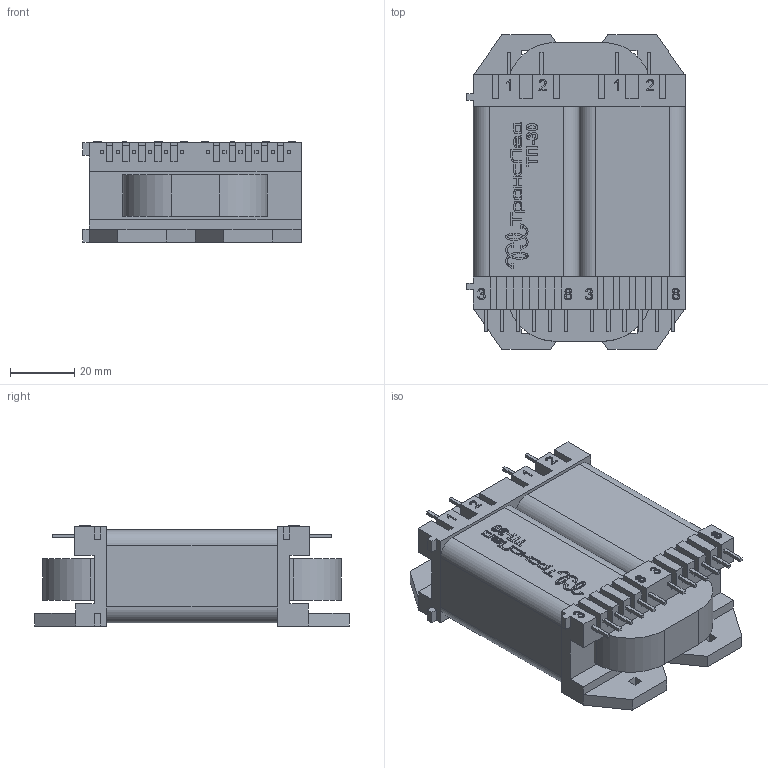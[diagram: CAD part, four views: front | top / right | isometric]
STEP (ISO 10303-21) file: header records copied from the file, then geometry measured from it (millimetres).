
FILE_DESCRIPTION(/* description */ (''),/* implementation_level */ '2;1');
FILE_NAME(/* name */ 'TP-30 v2.step',/* time_stamp */ '2022-10-30T17:51:12+03:00',/* author */ (''),/* organization */ (''),/* preprocessor_version */ 'ST-DEVELOPER v19.2',/* originating_system */ 'Autodesk Translation Framework v11.17.0.187',/* authorisation */ '');
FILE_SCHEMA (('AUTOMOTIVE_DESIGN { 1 0 10303 214 3 1 1 }'));
Length unit declared in the file: millimetre
Products named in the file (1): TP-30
Bounding box: 68 x 98 x 31.2 mm (x, y, z)
Volume: 182897.4 mm3; surface area: 43542.7 mm2
Topology: 43 solids, 43 shells, 875 faces, 2359 edges, 1570 vertices
Faces by surface type: plane 490, bspline 371, cylinder 14
Entity records: 29522 total; most frequent: CARTESIAN_POINT 10424, ORIENTED_EDGE 4718, DIRECTION 2675, EDGE_CURVE 2359, LINE 1589, VECTOR 1589, VERTEX_POINT 1570, EDGE_LOOP 903
